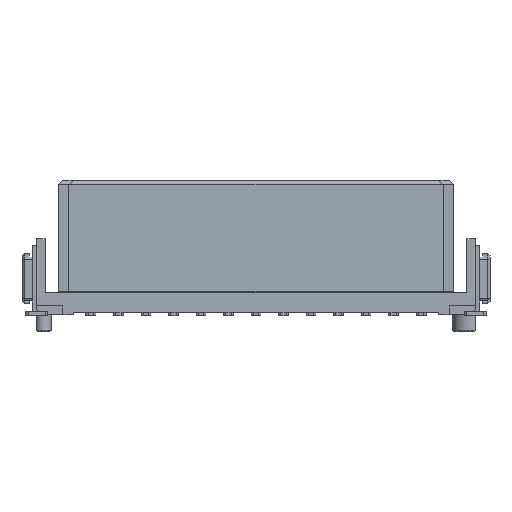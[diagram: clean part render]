
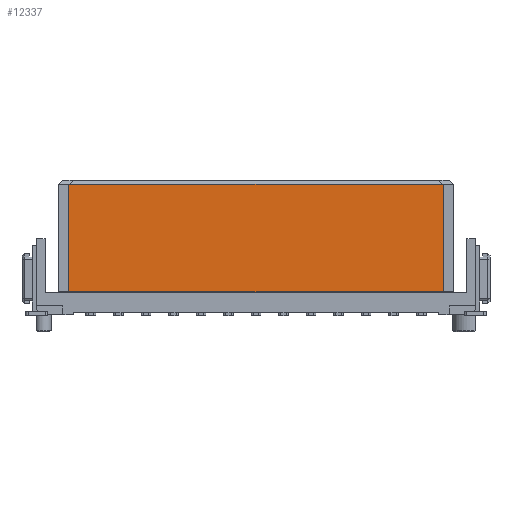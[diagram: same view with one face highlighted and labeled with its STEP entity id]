
A CAD part, front view. The second image highlights one B-rep face of the part: STEP entity #12337.
In plain terms, the highlighted planar face has unit normal (0, -1, 0).
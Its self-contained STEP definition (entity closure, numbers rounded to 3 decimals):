
#1144=DIRECTION('',(1.,0.,0.));
#1145=VECTOR('',#1144,17.26);
#1146=CARTESIAN_POINT('',(-8.63,-1.525,1.05));
#1147=LINE('',#1146,#1145);
#1151=DIRECTION('',(1.,0.,0.));
#1152=VECTOR('',#1151,17.26);
#1153=CARTESIAN_POINT('',(-8.63,-1.525,6.));
#1154=LINE('',#1153,#1152);
#1158=DIRECTION('',(0.,0.,-1.));
#1159=VECTOR('',#1158,4.95);
#1160=CARTESIAN_POINT('',(8.63,-1.525,6.));
#1161=LINE('',#1160,#1159);
#1201=DIRECTION('',(0.,0.,-1.));
#1202=VECTOR('',#1201,4.95);
#1203=CARTESIAN_POINT('',(-8.63,-1.525,6.));
#1204=LINE('',#1203,#1202);
#10258=CARTESIAN_POINT('',(8.63,-1.525,6.));
#10259=VERTEX_POINT('',#10258);
#10262=CARTESIAN_POINT('',(-8.63,-1.525,6.));
#10263=VERTEX_POINT('',#10262);
#10304=CARTESIAN_POINT('',(8.63,-1.525,1.05));
#10305=VERTEX_POINT('',#10304);
#10308=CARTESIAN_POINT('',(-8.63,-1.525,1.05));
#10309=VERTEX_POINT('',#10308);
#12323=CARTESIAN_POINT('',(8.63,-1.525,6.2));
#12324=DIRECTION('',(0.,1.,0.));
#12325=DIRECTION('',(-1.,0.,0.));
#12326=AXIS2_PLACEMENT_3D('',#12323,#12324,#12325);
#12327=PLANE('',#12326);
#12329=ORIENTED_EDGE('',*,*,#12328,.F.);
#12331=ORIENTED_EDGE('',*,*,#12330,.F.);
#12333=ORIENTED_EDGE('',*,*,#12332,.T.);
#12334=ORIENTED_EDGE('',*,*,#12315,.T.);
#12335=EDGE_LOOP('',(#12329,#12331,#12333,#12334));
#12336=FACE_OUTER_BOUND('',#12335,.F.);
#12337=ADVANCED_FACE('',(#12336),#12327,.F.);
#12315=EDGE_CURVE('',#10259,#10305,#1161,.T.);
#12328=EDGE_CURVE('',#10309,#10305,#1147,.T.);
#12330=EDGE_CURVE('',#10263,#10309,#1204,.T.);
#12332=EDGE_CURVE('',#10263,#10259,#1154,.T.);
